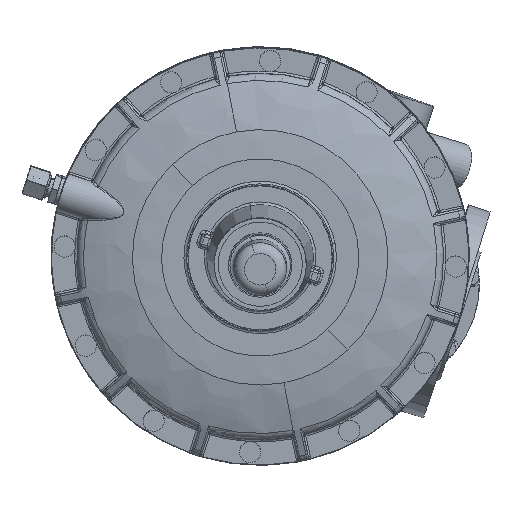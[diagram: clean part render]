
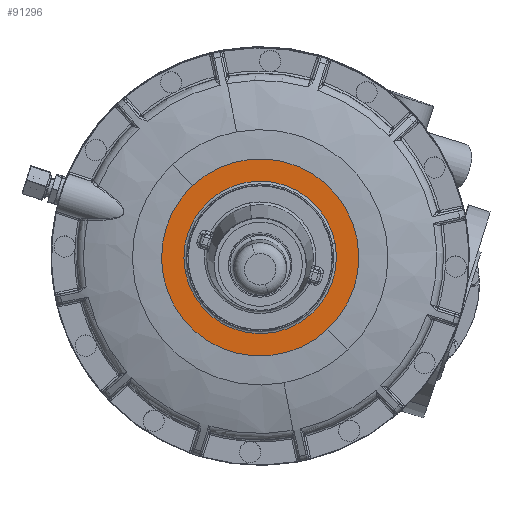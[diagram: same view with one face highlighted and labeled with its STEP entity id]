
A CAD part, top view. The second image highlights one B-rep face of the part: STEP entity #91296.
In plain terms, the highlighted face is planar.
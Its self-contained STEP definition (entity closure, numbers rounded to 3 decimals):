
#91224=DIRECTION('Axis2P3D Direction',(0.,0.,1.)) ;
#91225=DIRECTION('Axis2P3D XDirection',(1.,0.,0.)) ;
#91229=DIRECTION('Axis2P3D Direction',(0.,0.,1.)) ;
#91238=DIRECTION('Axis2P3D Direction',(0.,0.,1.)) ;
#91245=DIRECTION('Axis2P3D Direction',(0.,0.,1.)) ;
#91252=DIRECTION('Axis2P3D Direction',(0.,0.,1.)) ;
#91259=DIRECTION('Axis2P3D Direction',(0.,0.,1.)) ;
#91266=DIRECTION('Axis2P3D Direction',(0.,0.,1.)) ;
#91279=DIRECTION('Axis2P3D Direction',(0.,0.,1.)) ;
#91288=DIRECTION('Axis2P3D Direction',(0.,0.,1.)) ;
#91223=CARTESIAN_POINT('Axis2P3D Location',(-58.,0.,159.)) ;
#91228=CARTESIAN_POINT('Axis2P3D Location',(0.,0.,159.)) ;
#91232=CARTESIAN_POINT('Vertex',(65.819,35.957,159.)) ;
#91234=CARTESIAN_POINT('Vertex',(-65.819,35.957,159.)) ;
#91237=CARTESIAN_POINT('Axis2P3D Location',(0.,0.,159.)) ;
#91241=CARTESIAN_POINT('Vertex',(-65.819,-35.957,159.)) ;
#91244=CARTESIAN_POINT('Axis2P3D Location',(0.,0.,159.)) ;
#91248=CARTESIAN_POINT('Vertex',(65.819,-35.957,159.)) ;
#91251=CARTESIAN_POINT('Axis2P3D Location',(0.,0.,159.)) ;
#91255=CARTESIAN_POINT('Vertex',(75.,0.,159.)) ;
#91258=CARTESIAN_POINT('Axis2P3D Location',(0.001,0.,159.)) ;
#91262=CARTESIAN_POINT('Vertex',(75.,0.235,159.)) ;
#91265=CARTESIAN_POINT('Axis2P3D Location',(0.,0.,159.)) ;
#91278=CARTESIAN_POINT('Axis2P3D Location',(0.,0.,159.)) ;
#91282=CARTESIAN_POINT('Vertex',(-50.9,-27.807,159.)) ;
#91284=CARTESIAN_POINT('Vertex',(50.9,27.807,159.)) ;
#91287=CARTESIAN_POINT('Axis2P3D Location',(0.,0.,159.)) ;
#91226=AXIS2_PLACEMENT_3D('Plane Axis2P3D',#91223,#91224,#91225) ;
#91230=AXIS2_PLACEMENT_3D('Circle Axis2P3D',#91228,#91229,$) ;
#91239=AXIS2_PLACEMENT_3D('Circle Axis2P3D',#91237,#91238,$) ;
#91246=AXIS2_PLACEMENT_3D('Circle Axis2P3D',#91244,#91245,$) ;
#91253=AXIS2_PLACEMENT_3D('Circle Axis2P3D',#91251,#91252,$) ;
#91260=AXIS2_PLACEMENT_3D('Circle Axis2P3D',#91258,#91259,$) ;
#91267=AXIS2_PLACEMENT_3D('Circle Axis2P3D',#91265,#91266,$) ;
#91280=AXIS2_PLACEMENT_3D('Circle Axis2P3D',#91278,#91279,$) ;
#91289=AXIS2_PLACEMENT_3D('Circle Axis2P3D',#91287,#91288,$) ;
#91295=FACE_BOUND('',#91292,.T.) ;
#91236=EDGE_CURVE('',#91233,#91235,#91231,.T.) ;
#91243=EDGE_CURVE('',#91235,#91242,#91240,.T.) ;
#91250=EDGE_CURVE('',#91242,#91249,#91247,.T.) ;
#91257=EDGE_CURVE('',#91249,#91256,#91254,.T.) ;
#91264=EDGE_CURVE('',#91256,#91263,#91261,.T.) ;
#91269=EDGE_CURVE('',#91263,#91233,#91268,.T.) ;
#91286=EDGE_CURVE('',#91283,#91285,#91281,.T.) ;
#91291=EDGE_CURVE('',#91285,#91283,#91290,.T.) ;
#91227=PLANE('Plane',#91226) ;
#91271=ORIENTED_EDGE('',*,*,#91236,.T.) ;
#91272=ORIENTED_EDGE('',*,*,#91243,.T.) ;
#91273=ORIENTED_EDGE('',*,*,#91250,.T.) ;
#91274=ORIENTED_EDGE('',*,*,#91257,.T.) ;
#91275=ORIENTED_EDGE('',*,*,#91264,.T.) ;
#91276=ORIENTED_EDGE('',*,*,#91269,.T.) ;
#91293=ORIENTED_EDGE('',*,*,#91286,.F.) ;
#91294=ORIENTED_EDGE('',*,*,#91291,.F.) ;
#91296=ADVANCED_FACE('Brep With Voids',(#91277,#91295),#91227,.T.) ;
#91231=CIRCLE('generated circle',#91230,75.) ;
#91240=CIRCLE('generated circle',#91239,75.) ;
#91247=CIRCLE('generated circle',#91246,75.) ;
#91254=CIRCLE('generated circle',#91253,75.) ;
#91261=CIRCLE('generated circle',#91260,74.999) ;
#91268=CIRCLE('generated circle',#91267,75.) ;
#91281=CIRCLE('generated circle',#91280,58.) ;
#91290=CIRCLE('generated circle',#91289,58.) ;
#91233=VERTEX_POINT('',#91232) ;
#91235=VERTEX_POINT('',#91234) ;
#91242=VERTEX_POINT('',#91241) ;
#91249=VERTEX_POINT('',#91248) ;
#91256=VERTEX_POINT('',#91255) ;
#91263=VERTEX_POINT('',#91262) ;
#91283=VERTEX_POINT('',#91282) ;
#91285=VERTEX_POINT('',#91284) ;
#91270=EDGE_LOOP('',(#91271,#91272,#91273,#91274,#91275,#91276)) ;
#91292=EDGE_LOOP('',(#91293,#91294)) ;
#91277=FACE_OUTER_BOUND('',#91270,.T.) ;
